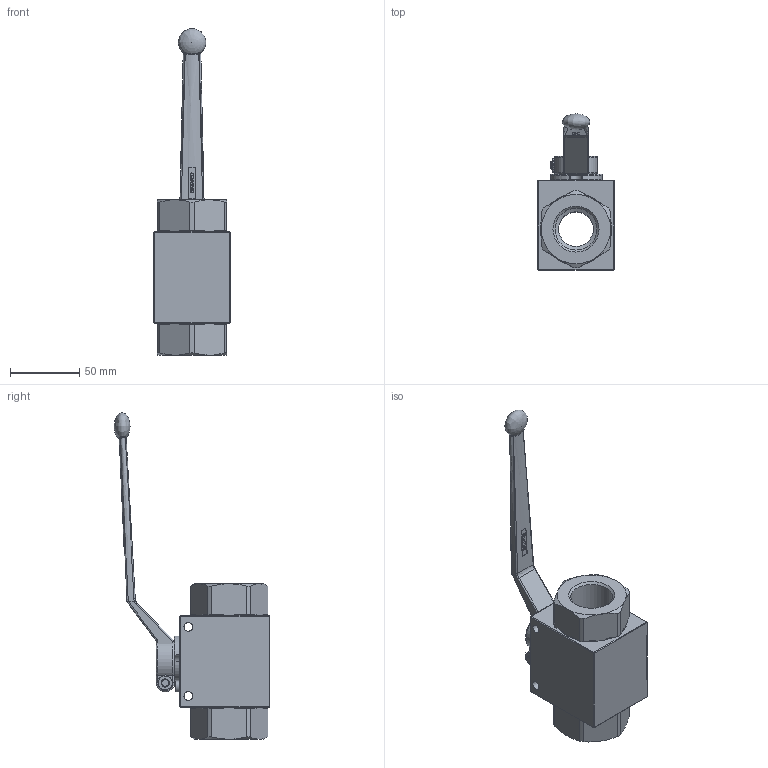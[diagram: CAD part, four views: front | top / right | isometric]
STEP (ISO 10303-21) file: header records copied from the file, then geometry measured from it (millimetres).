
FILE_DESCRIPTION(/* description */ ('Unknown'),/* implementation_level */ '2;1');
FILE_NAME(/* name */ '4500_9769-06',/* time_stamp */ '2023-08-16T11:02:25+02:00',/* author */ ('Unknown'),/* organization */ ('Unknown'),/* preprocessor_version */ 'ST-DEVELOPER v18.102',/* originating_system */ 'Solid Edge',/* authorisation */ 'Unknown');
FILE_SCHEMA (('AUTOMOTIVE_DESIGN {1 0 10303 214 3 1 1}'));
Length unit declared in the file: millimetre
Products named in the file (2): GE2GGT5; Parte2
Assembly tree (1 placements, depth 2):
  GE2GGT5
    Parte2
Bounding box: 55 x 112.6 x 236.01 mm (x, y, z)
Volume: 249812.2 mm3; surface area: 63950.2 mm2
Topology: 2 solids, 5 shells, 431 faces, 1059 edges, 661 vertices
Faces by surface type: plane 189, cylinder 98, bspline 57, cone 47, torus 26, sphere 14
Full cylindrical faces by diameter (mm): 2 x1, 6 x2, 6.25 x2, 6.5 x2, 8 x2, 10 x1, 20 x1, 25 x3, 30.291 x2, 41.2 x2, 43.4 x1, 46 x2, 51.7 x2
Entity records: 15416 total; most frequent: CARTESIAN_POINT 3956, ORIENTED_EDGE 1962, DIRECTION 1804, EDGE_CURVE 981, AXIS2_PLACEMENT_3D 649, VERTEX_POINT 642, FACE_BOUND 529, EDGE_LOOP 526
